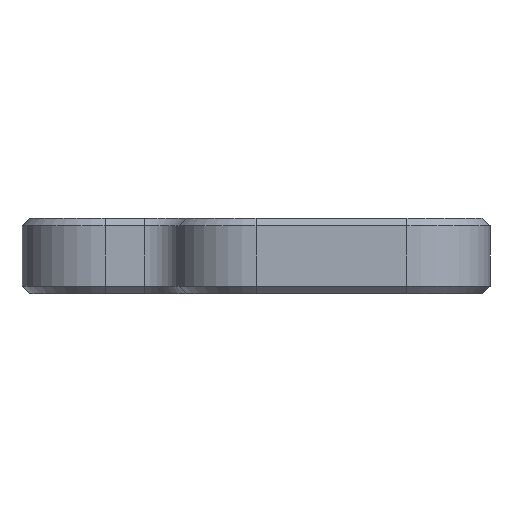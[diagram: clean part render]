
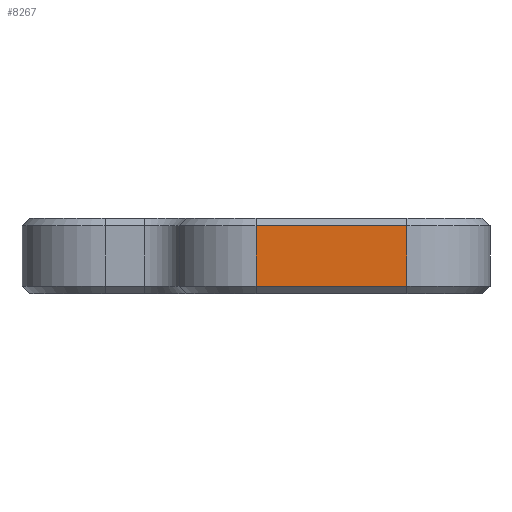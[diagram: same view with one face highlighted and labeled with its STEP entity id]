
A CAD part, front view. The second image highlights one B-rep face of the part: STEP entity #8267.
In plain terms, the highlighted planar face has unit normal (0, -1, 0).
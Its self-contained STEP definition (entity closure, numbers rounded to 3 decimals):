
#237=PLANE('',#8967);
#706=FACE_OUTER_BOUND('',#1218,.T.);
#1218=EDGE_LOOP('',(#7500,#7501,#7502,#7503));
#2434=LINE('',#34245,#2833);
#2483=LINE('',#34394,#2882);
#2489=LINE('',#34410,#2888);
#2491=LINE('',#34414,#2890);
#2833=VECTOR('',#10540,10.);
#2882=VECTOR('',#10703,10.);
#2888=VECTOR('',#10729,10.);
#2890=VECTOR('',#10735,10.);
#3671=VERTEX_POINT('',#34239);
#3672=VERTEX_POINT('',#34243);
#3694=VERTEX_POINT('',#34388);
#3695=VERTEX_POINT('',#34392);
#4888=EDGE_CURVE('',#3672,#3671,#2434,.T.);
#4956=EDGE_CURVE('',#3694,#3695,#2483,.T.);
#4964=EDGE_CURVE('',#3671,#3694,#2489,.T.);
#4966=EDGE_CURVE('',#3672,#3695,#2491,.T.);
#7500=ORIENTED_EDGE('',*,*,#4888,.F.);
#7501=ORIENTED_EDGE('',*,*,#4966,.T.);
#7502=ORIENTED_EDGE('',*,*,#4956,.F.);
#7503=ORIENTED_EDGE('',*,*,#4964,.F.);
#8267=ADVANCED_FACE('',(#706),#237,.T.);
#8967=AXIS2_PLACEMENT_3D('',#34415,#10736,#10737);
#10540=DIRECTION('',(-1.,0.,0.));
#10703=DIRECTION('',(1.,0.,0.));
#10729=DIRECTION('',(0.,0.,1.));
#10735=DIRECTION('',(0.,0.,1.));
#10736=DIRECTION('center_axis',(0.,-1.,0.));
#10737=DIRECTION('ref_axis',(1.,0.,0.));
#34239=CARTESIAN_POINT('',(20.,-93.,1.));
#34243=CARTESIAN_POINT('',(40.,-93.,1.));
#34245=CARTESIAN_POINT('',(20.,-93.,1.));
#34388=CARTESIAN_POINT('',(20.,-93.,9.));
#34392=CARTESIAN_POINT('',(40.,-93.,9.));
#34394=CARTESIAN_POINT('',(20.,-93.,9.));
#34410=CARTESIAN_POINT('',(20.,-93.,0.));
#34414=CARTESIAN_POINT('',(40.,-93.,0.));
#34415=CARTESIAN_POINT('Origin',(20.,-93.,0.));
